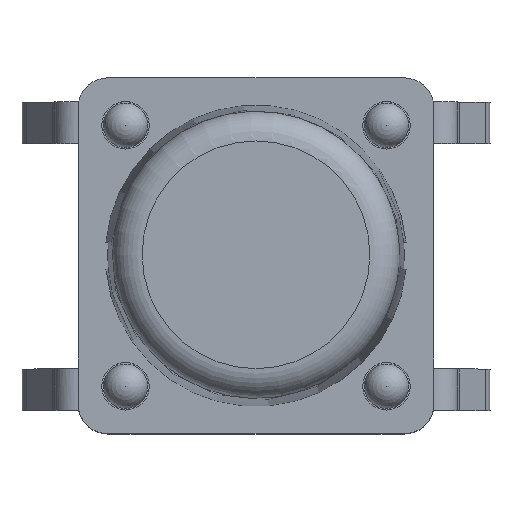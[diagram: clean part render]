
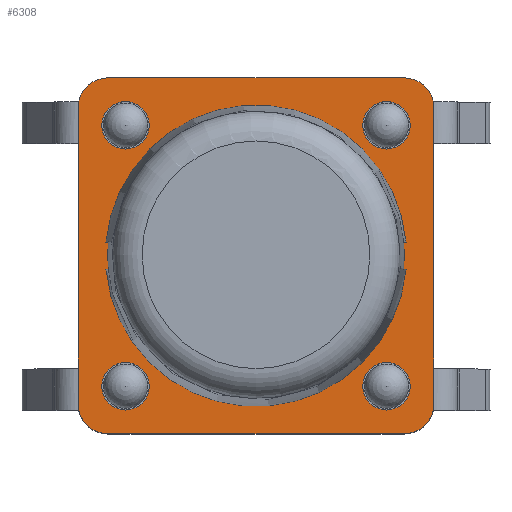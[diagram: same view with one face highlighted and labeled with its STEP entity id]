
A CAD part, top view. The second image highlights one B-rep face of the part: STEP entity #6308.
In plain terms, the highlighted planar face has unit normal (0, 0, 1).
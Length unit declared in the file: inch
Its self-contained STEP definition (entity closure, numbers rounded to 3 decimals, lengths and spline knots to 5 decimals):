
#5707=CARTESIAN_POINT('',(-0.09843,-0.11811,0.07126));
#5708=VERTEX_POINT('',#5707);
#5715=CARTESIAN_POINT('',(-0.11811,-0.09843,0.07126));
#5716=VERTEX_POINT('',#5715);
#5717=CARTESIAN_POINT('',(-0.09843,-0.09843,0.07126));
#5718=DIRECTION('',(0.0,0.0,-1.0));
#5719=DIRECTION('',(-0.707,-0.707,0.0));
#5720=AXIS2_PLACEMENT_3D('',#5717,#5718,#5719);
#5721=CIRCLE('',#5720,0.01969);
#5722=EDGE_CURVE('',#5708,#5716,#5721,.T.);
#5738=CARTESIAN_POINT('',(0.09843,-0.11811,0.07126));
#5739=VERTEX_POINT('',#5738);
#5746=CARTESIAN_POINT('',(0.09843,-0.11811,0.07126));
#5747=DIRECTION('',(-1.0,0.0,0.0));
#5748=VECTOR('',#5747,0.19685);
#5749=LINE('',#5746,#5748);
#5750=EDGE_CURVE('',#5739,#5708,#5749,.T.);
#5804=CARTESIAN_POINT('',(0.11811,-0.09843,0.07126));
#5805=VERTEX_POINT('',#5804);
#5812=CARTESIAN_POINT('',(0.09843,-0.09843,0.07126));
#5813=DIRECTION('',(0.0,0.0,-1.0));
#5814=DIRECTION('',(0.707,-0.707,0.0));
#5815=AXIS2_PLACEMENT_3D('',#5812,#5813,#5814);
#5816=CIRCLE('',#5815,0.01969);
#5817=EDGE_CURVE('',#5805,#5739,#5816,.T.);
#5836=CARTESIAN_POINT('',(0.11811,0.09843,0.07126));
#5837=VERTEX_POINT('',#5836);
#5844=CARTESIAN_POINT('',(0.11811,0.09843,0.07126));
#5845=DIRECTION('',(0.0,-1.0,0.0));
#5846=VECTOR('',#5845,0.19685);
#5847=LINE('',#5844,#5846);
#5848=EDGE_CURVE('',#5837,#5805,#5847,.T.);
#5873=CARTESIAN_POINT('',(0.09843,0.11811,0.07126));
#5874=VERTEX_POINT('',#5873);
#5881=CARTESIAN_POINT('',(0.09843,0.09843,0.07126));
#5882=DIRECTION('',(0.0,0.0,-1.0));
#5883=DIRECTION('',(0.707,0.707,0.0));
#5884=AXIS2_PLACEMENT_3D('',#5881,#5882,#5883);
#5885=CIRCLE('',#5884,0.01969);
#5886=EDGE_CURVE('',#5874,#5837,#5885,.T.);
#6088=CARTESIAN_POINT('',(-0.11811,0.09843,0.07126));
#6089=VERTEX_POINT('',#6088);
#6090=CARTESIAN_POINT('',(-0.11811,-0.09843,0.07126));
#6091=DIRECTION('',(0.0,1.0,0.0));
#6092=VECTOR('',#6091,0.19685);
#6093=LINE('',#6090,#6092);
#6094=EDGE_CURVE('',#5716,#6089,#6093,.T.);
#6113=CARTESIAN_POINT('',(-0.09843,0.11811,0.07126));
#6114=VERTEX_POINT('',#6113);
#6121=CARTESIAN_POINT('',(-0.09843,0.11811,0.07126));
#6122=DIRECTION('',(1.0,0.0,0.0));
#6123=VECTOR('',#6122,0.19685);
#6124=LINE('',#6121,#6123);
#6125=EDGE_CURVE('',#6114,#5874,#6124,.T.);
#6168=CARTESIAN_POINT('',(-0.09843,0.09843,0.07126));
#6169=DIRECTION('',(0.0,0.0,-1.0));
#6170=DIRECTION('',(-0.707,0.707,0.0));
#6171=AXIS2_PLACEMENT_3D('',#6168,#6169,#6170);
#6172=CIRCLE('',#6171,0.01969);
#6173=EDGE_CURVE('',#6089,#6114,#6172,.T.);
#6238=CARTESIAN_POINT('',(-0.12992,-0.12992,0.07126));
#6239=DIRECTION('',(0.0,0.0,1.0));
#6240=DIRECTION('',(1.0,0.0,0.0));
#6241=AXIS2_PLACEMENT_3D('',#6238,#6239,#6240);
#6242=PLANE('',#6241);
#6243=ORIENTED_EDGE('',*,*,#5722,.F.);
#6244=ORIENTED_EDGE('',*,*,#5750,.F.);
#6245=ORIENTED_EDGE('',*,*,#5817,.F.);
#6246=ORIENTED_EDGE('',*,*,#5848,.F.);
#6247=ORIENTED_EDGE('',*,*,#5886,.F.);
#6248=ORIENTED_EDGE('',*,*,#6125,.F.);
#6249=ORIENTED_EDGE('',*,*,#6173,.F.);
#6250=ORIENTED_EDGE('',*,*,#6094,.F.);
#6251=EDGE_LOOP('',(#6243,#6244,#6245,#6246,#6247,#6248,#6249,#6250));
#6252=FACE_OUTER_BOUND('',#6251,.T.);
#6253=CARTESIAN_POINT('',(0.07087,0.,0.07126));
#6254=VERTEX_POINT('',#6253);
#6255=CARTESIAN_POINT('',(0.,0.,0.07126));
#6256=DIRECTION('',(0.0,0.0,-1.0));
#6257=DIRECTION('',(-1.0,0.0,0.0));
#6258=AXIS2_PLACEMENT_3D('',#6255,#6256,#6257);
#6259=CIRCLE('',#6258,0.07087);
#6260=EDGE_CURVE('',#6254,#6254,#6259,.T.);
#6261=ORIENTED_EDGE('',*,*,#6260,.T.);
#6262=EDGE_LOOP('',(#6261));
#6263=FACE_BOUND('',#6262,.T.);
#6264=CARTESIAN_POINT('',(0.10236,-0.08661,0.07126));
#6265=VERTEX_POINT('',#6264);
#6266=CARTESIAN_POINT('',(0.08661,-0.08661,0.07126));
#6267=DIRECTION('',(0.0,0.0,-1.0));
#6268=DIRECTION('',(-1.0,0.0,0.0));
#6269=AXIS2_PLACEMENT_3D('',#6266,#6267,#6268);
#6270=CIRCLE('',#6269,0.01575);
#6271=EDGE_CURVE('',#6265,#6265,#6270,.T.);
#6272=ORIENTED_EDGE('',*,*,#6271,.T.);
#6273=EDGE_LOOP('',(#6272));
#6274=FACE_BOUND('',#6273,.T.);
#6275=CARTESIAN_POINT('',(-0.07087,-0.08661,0.07126));
#6276=VERTEX_POINT('',#6275);
#6277=CARTESIAN_POINT('',(-0.08661,-0.08661,0.07126));
#6278=DIRECTION('',(0.0,0.0,-1.0));
#6279=DIRECTION('',(-1.0,0.0,0.0));
#6280=AXIS2_PLACEMENT_3D('',#6277,#6278,#6279);
#6281=CIRCLE('',#6280,0.01575);
#6282=EDGE_CURVE('',#6276,#6276,#6281,.T.);
#6283=ORIENTED_EDGE('',*,*,#6282,.T.);
#6284=EDGE_LOOP('',(#6283));
#6285=FACE_BOUND('',#6284,.T.);
#6286=CARTESIAN_POINT('',(0.10236,0.08661,0.07126));
#6287=VERTEX_POINT('',#6286);
#6288=CARTESIAN_POINT('',(0.08661,0.08661,0.07126));
#6289=DIRECTION('',(0.0,0.0,-1.0));
#6290=DIRECTION('',(-1.0,0.0,0.0));
#6291=AXIS2_PLACEMENT_3D('',#6288,#6289,#6290);
#6292=CIRCLE('',#6291,0.01575);
#6293=EDGE_CURVE('',#6287,#6287,#6292,.T.);
#6294=ORIENTED_EDGE('',*,*,#6293,.T.);
#6295=EDGE_LOOP('',(#6294));
#6296=FACE_BOUND('',#6295,.T.);
#6297=CARTESIAN_POINT('',(-0.07087,0.08661,0.07126));
#6298=VERTEX_POINT('',#6297);
#6299=CARTESIAN_POINT('',(-0.08661,0.08661,0.07126));
#6300=DIRECTION('',(0.0,0.0,-1.0));
#6301=DIRECTION('',(-1.0,0.0,0.0));
#6302=AXIS2_PLACEMENT_3D('',#6299,#6300,#6301);
#6303=CIRCLE('',#6302,0.01575);
#6304=EDGE_CURVE('',#6298,#6298,#6303,.T.);
#6305=ORIENTED_EDGE('',*,*,#6304,.T.);
#6306=EDGE_LOOP('',(#6305));
#6307=FACE_BOUND('',#6306,.T.);
#6308=ADVANCED_FACE('',(#6252,#6263,#6274,#6285,#6296,#6307),#6242,.T.);
